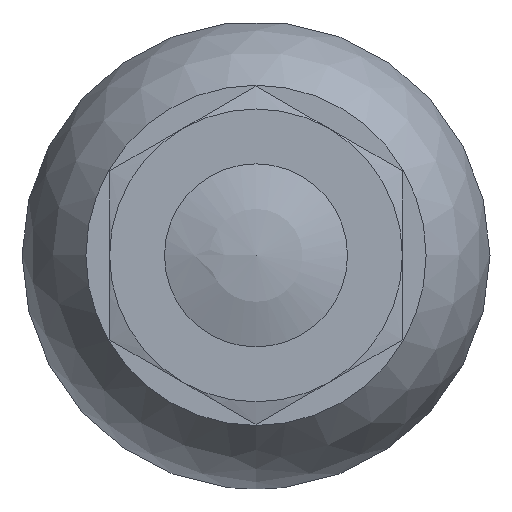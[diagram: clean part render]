
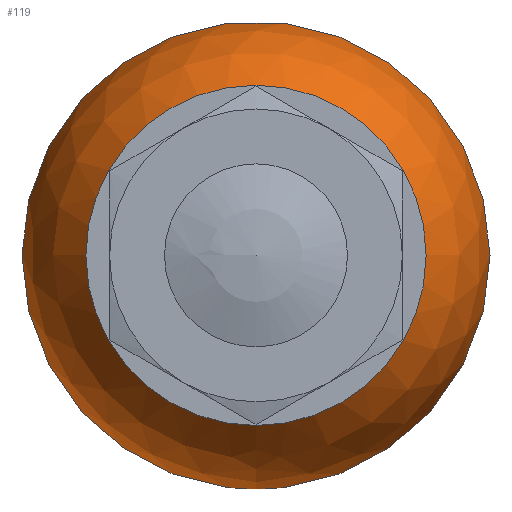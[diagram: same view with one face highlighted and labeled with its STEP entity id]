
A CAD part, left-side view. The second image highlights one B-rep face of the part: STEP entity #119.
In plain terms, the highlighted spherical face has radius 6.4 mm.
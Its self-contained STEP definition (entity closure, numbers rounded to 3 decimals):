
#119 = ADVANCED_FACE( '', ( #252, #253 ), #254, .T. );
#252 = FACE_OUTER_BOUND( '', #393, .T. );
#253 = FACE_OUTER_BOUND( '', #394, .T. );
#254 = SPHERICAL_SURFACE( '', #395, 6.4 );
#393 = EDGE_LOOP( '', ( #643 ) );
#394 = EDGE_LOOP( '', ( #644 ) );
#395 = AXIS2_PLACEMENT_3D( '', #645, #646, #647 );
#643 = ORIENTED_EDGE( '', *, *, #758, .T. );
#644 = ORIENTED_EDGE( '', *, *, #818, .F. );
#645 = CARTESIAN_POINT( '', ( 0., 0., 0. ) );
#646 = DIRECTION( '', ( 1., 0., 0. ) );
#647 = DIRECTION( '', ( 0., 1., 0. ) );
#758 = EDGE_CURVE( '', #887, #887, #888, .T. );
#818 = EDGE_CURVE( '', #967, #967, #968, .T. );
#887 = VERTEX_POINT( '', #1074 );
#888 = CIRCLE( '', #1075, 4.648 );
#967 = VERTEX_POINT( '', #1199 );
#968 = CIRCLE( '', #1200, 4. );
#1074 = CARTESIAN_POINT( '', ( -4.4, 0., -4.648 ) );
#1075 = AXIS2_PLACEMENT_3D( '', #1256, #1257, #1258 );
#1199 = CARTESIAN_POINT( '', ( 4.996, 0., -4. ) );
#1200 = AXIS2_PLACEMENT_3D( '', #1316, #1317, #1318 );
#1256 = CARTESIAN_POINT( '', ( -4.4, 0., 0. ) );
#1257 = DIRECTION( '', ( 1., 0., 0. ) );
#1258 = DIRECTION( '', ( 0., 0., -1. ) );
#1316 = CARTESIAN_POINT( '', ( 4.996, 0., 0. ) );
#1317 = DIRECTION( '', ( 1., 0., 0. ) );
#1318 = DIRECTION( '', ( 0., 0., -1. ) );
